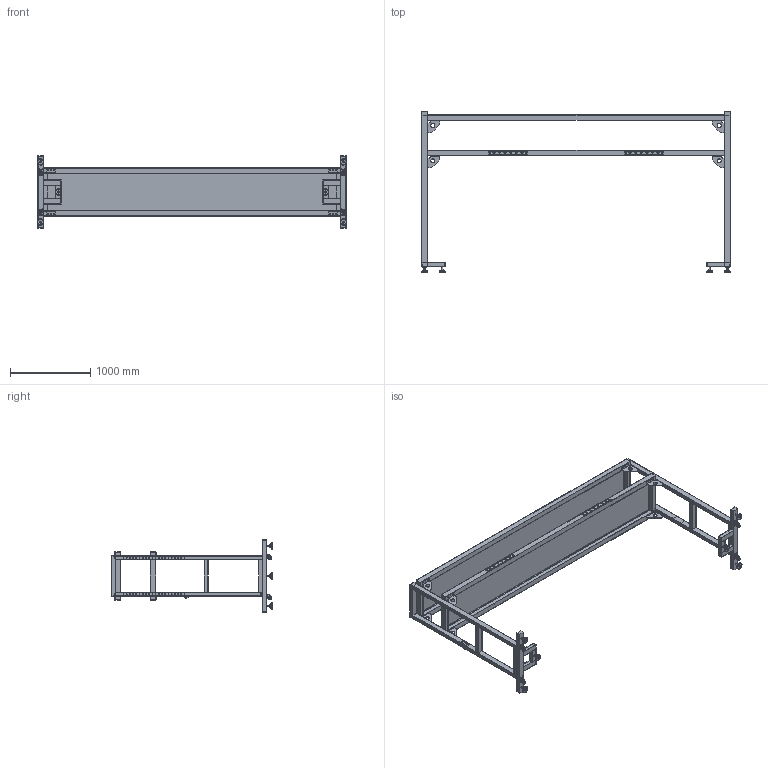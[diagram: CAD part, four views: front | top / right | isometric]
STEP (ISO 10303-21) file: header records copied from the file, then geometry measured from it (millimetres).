
FILE_DESCRIPTION (( 'STEP AP203' ), '1' );
FILE_NAME ('516216.STEP', '2025-07-04T01:40:46', ( '' ), ( '' ), 'SwSTEP 2.0', 'SolidWorks 2020', '' );
FILE_SCHEMA (( 'CONFIG_CONTROL_DESIGN' ));
Length unit declared in the file: millimetre
Products named in the file (1): 516216
Bounding box: 3849.93 x 2001 x 900 mm (x, y, z)
Volume: 30209370.4 mm3; surface area: 22376557.6 mm2
Topology: 55 solids, 55 shells, 2593 faces, 6700 edges, 4376 vertices
Faces by surface type: plane 1445, cylinder 1072, torus 48, bspline 16, cone 12
Entity records: 80983 total; most frequent: CARTESIAN_POINT 14470, DIRECTION 13988, ORIENTED_EDGE 13400, EDGE_CURVE 6700, AXIS2_PLACEMENT_3D 4774, VECTOR 4440, LINE 4440, VERTEX_POINT 4376
